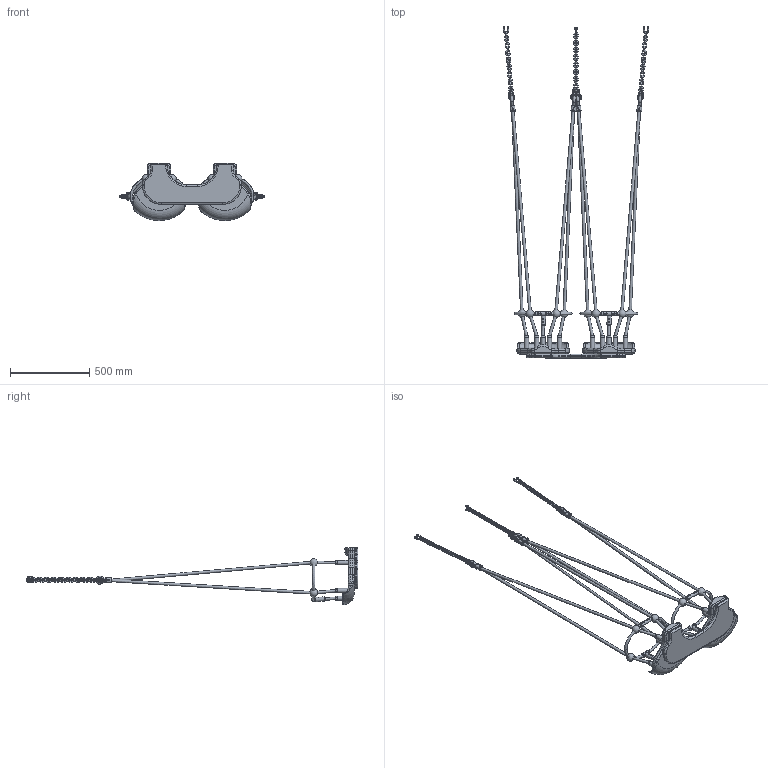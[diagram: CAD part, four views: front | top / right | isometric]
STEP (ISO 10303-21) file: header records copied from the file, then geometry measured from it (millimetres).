
FILE_DESCRIPTION (( 'STEP AP214' ), '1' );
FILE_NAME ('Klein - Partnerschaukel_4693_40_1.STEP', '2018-10-23T11:36:35', ( '' ), ( '' ), 'SwSTEP 2.0', 'SolidWorks 2018', '' );
FILE_SCHEMA (( 'AUTOMOTIVE_DESIGN' ));
Length unit declared in the file: millimetre
Products named in the file (123): 8er Kettenglied_4693_40_1; Seil 2_4693_40_1; 8 Schäkel geschweift_4693_40_1; Aufhängeseile_4693_40_1; Klein - Partnerschaukel_4693_40_1; Seilbefestigung_4693_40_1; 457-07 - Kunststoff Kausche_4693_40_1; 55-02-10-2A - 2-Augen-Schäkel_4693_40_1; Seil 1_4693_40_1; 466 - Seilverbinder_4693_40_1; 8er Schäkel VA_4693_40_1; Seil 3_4693_40_1; 70-02 - T-Stück fest_4693_40_1; Aufhängeseile1_4693_40_1; Oval_4693_40_1; Kugel 切  48_4693_40_1; Mopedsitz_4693_40_1; Siebdruckplatte  4fach_4693_40_1
Assembly tree (105 placements, depth 2):
  8er Kettenglied_4693_40_1
  Seil 2_4693_40_1
  8er Kettenglied_4693_40_1
  8 Schäkel geschweift_4693_40_1
  Aufhängeseile_4693_40_1
Bounding box: 921.62 x 2097.18 x 361.61 mm (x, y, z)
Volume: 12288199.1 mm3; surface area: 1889617.8 mm2
Topology: 117 solids, 117 shells, 1935 faces, 4479 edges, 2648 vertices
Faces by surface type: cylinder 662, torus 502, plane 469, bspline 244, cone 58
Full cylindrical faces by diameter (mm): 3 x12, 3.9 x16, 6.8 x15, 7.9 x8, 8 x208, 8.66 x3, 8.92 x2, 10 x2, 16 x14, 16.5 x18, 17 x4, 17.4 x10, 22 x2, 23.033 x2, 27.3 x4, 28 x10
Entity records: 27069 total; most frequent: CARTESIAN_POINT 11154, DIRECTION 2610, ORIENTED_EDGE 2500, EDGE_CURVE 1250, AXIS2_PLACEMENT_3D 1079, VERTEX_POINT 809, EDGE_LOOP 733, FACE_OUTER_BOUND 654
